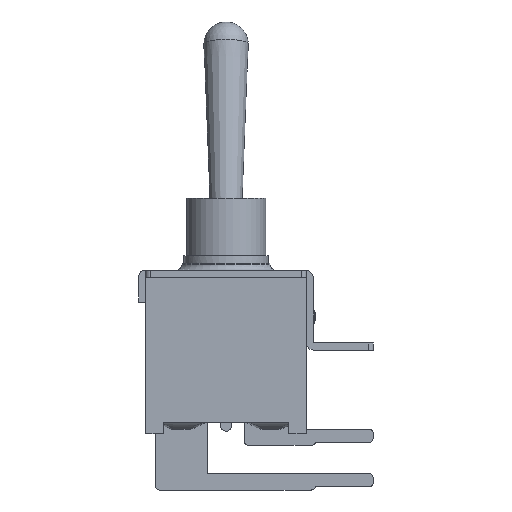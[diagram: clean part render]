
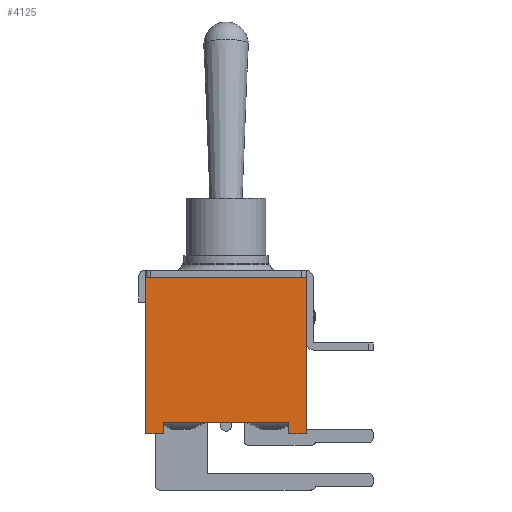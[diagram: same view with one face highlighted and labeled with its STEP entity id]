
A CAD part, left-side view. The second image highlights one B-rep face of the part: STEP entity #4125.
In plain terms, the highlighted planar face has unit normal (-1, 0, 0).
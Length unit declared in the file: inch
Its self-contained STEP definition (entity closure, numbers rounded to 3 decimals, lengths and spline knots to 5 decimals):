
#454=LINE('',#7107,#844);
#458=LINE('',#7114,#848);
#583=LINE('',#7573,#973);
#586=LINE('',#7580,#976);
#601=LINE('',#7609,#991);
#605=LINE('',#7616,#995);
#606=LINE('',#7618,#996);
#634=LINE('',#7717,#1024);
#639=LINE('',#7727,#1029);
#640=LINE('',#7730,#1030);
#844=VECTOR('',#5042,0.3937);
#848=VECTOR('',#5048,0.3937);
#973=VECTOR('',#5385,0.3937);
#976=VECTOR('',#5392,0.3937);
#991=VECTOR('',#5411,0.3937);
#995=VECTOR('',#5421,0.3937);
#996=VECTOR('',#5424,0.3937);
#1024=VECTOR('',#5540,0.3937);
#1029=VECTOR('',#5555,0.3937);
#1030=VECTOR('',#5560,0.3937);
#1147=PLANE('',#4487);
#1360=FACE_OUTER_BOUND('',#1583,.T.);
#1583=EDGE_LOOP('',(#3884,#3885,#3886,#3887,#3888,#3889,#3890,#3891,#3892,
#3893));
#1894=VERTEX_POINT('',#7104);
#1895=VERTEX_POINT('',#7106);
#1897=VERTEX_POINT('',#7112);
#2015=VERTEX_POINT('',#7527);
#2022=VERTEX_POINT('',#7565);
#2024=VERTEX_POINT('',#7577);
#2025=VERTEX_POINT('',#7579);
#2036=VERTEX_POINT('',#7606);
#2037=VERTEX_POINT('',#7608);
#2064=VERTEX_POINT('',#7715);
#2412=EDGE_CURVE('',#1895,#1894,#454,.T.);
#2416=EDGE_CURVE('',#1894,#1897,#458,.T.);
#2598=EDGE_CURVE('',#2015,#2022,#583,.T.);
#2601=EDGE_CURVE('',#2025,#2024,#586,.T.);
#2616=EDGE_CURVE('',#2036,#2037,#601,.T.);
#2620=EDGE_CURVE('',#2024,#2015,#605,.T.);
#2621=EDGE_CURVE('',#2022,#2037,#606,.T.);
#2669=EDGE_CURVE('',#1897,#2064,#634,.T.);
#2674=EDGE_CURVE('',#1895,#2036,#639,.T.);
#2675=EDGE_CURVE('',#2025,#2064,#640,.T.);
#3884=ORIENTED_EDGE('',*,*,#2669,.T.);
#3885=ORIENTED_EDGE('',*,*,#2675,.F.);
#3886=ORIENTED_EDGE('',*,*,#2601,.T.);
#3887=ORIENTED_EDGE('',*,*,#2620,.T.);
#3888=ORIENTED_EDGE('',*,*,#2598,.T.);
#3889=ORIENTED_EDGE('',*,*,#2621,.T.);
#3890=ORIENTED_EDGE('',*,*,#2616,.F.);
#3891=ORIENTED_EDGE('',*,*,#2674,.F.);
#3892=ORIENTED_EDGE('',*,*,#2412,.T.);
#3893=ORIENTED_EDGE('',*,*,#2416,.T.);
#4125=ADVANCED_FACE('',(#1360),#1147,.T.);
#4487=AXIS2_PLACEMENT_3D('',#7731,#5561,#5562);
#5042=DIRECTION('',(0.,0.,1.));
#5048=DIRECTION('',(0.,-1.,0.));
#5385=DIRECTION('',(0.,1.,0.));
#5392=DIRECTION('',(0.,0.,1.));
#5411=DIRECTION('',(0.,0.,1.));
#5421=DIRECTION('',(0.,1.,0.));
#5424=DIRECTION('',(0.,1.,0.));
#5540=DIRECTION('',(0.,0.,-1.));
#5555=DIRECTION('',(0.,1.,0.));
#5560=DIRECTION('',(0.,1.,0.));
#5561=DIRECTION('center_axis',(-1.,0.,0.));
#5562=DIRECTION('ref_axis',(0.,0.,1.));
#7104=CARTESIAN_POINT('',(-0.16004,0.14055,0.02559));
#7106=CARTESIAN_POINT('',(-0.16004,0.14055,0.));
#7107=CARTESIAN_POINT('',(-0.16004,0.14055,0.));
#7112=CARTESIAN_POINT('',(-0.16004,-0.14055,0.02559));
#7114=CARTESIAN_POINT('',(-0.16004,-0.08996,0.02559));
#7527=CARTESIAN_POINT('',(-0.16004,-0.17008,0.35039));
#7565=CARTESIAN_POINT('',(-0.16004,0.17008,0.35039));
#7573=CARTESIAN_POINT('',(-0.16004,-0.17992,0.35039));
#7577=CARTESIAN_POINT('',(-0.16004,-0.17992,0.35039));
#7579=CARTESIAN_POINT('',(-0.16004,-0.17992,0.));
#7580=CARTESIAN_POINT('',(-0.16004,-0.17992,0.));
#7606=CARTESIAN_POINT('',(-0.16004,0.17992,0.));
#7608=CARTESIAN_POINT('',(-0.16004,0.17992,0.35039));
#7609=CARTESIAN_POINT('',(-0.16004,0.17992,0.));
#7616=CARTESIAN_POINT('',(-0.16004,-0.17992,0.35039));
#7618=CARTESIAN_POINT('',(-0.16004,-0.17992,0.35039));
#7715=CARTESIAN_POINT('',(-0.16004,-0.14055,0.));
#7717=CARTESIAN_POINT('',(-0.16004,-0.14055,0.));
#7727=CARTESIAN_POINT('',(-0.16004,-0.17992,0.));
#7730=CARTESIAN_POINT('',(-0.16004,-0.17992,0.));
#7731=CARTESIAN_POINT('Origin',(-0.16004,-0.17992,0.));
